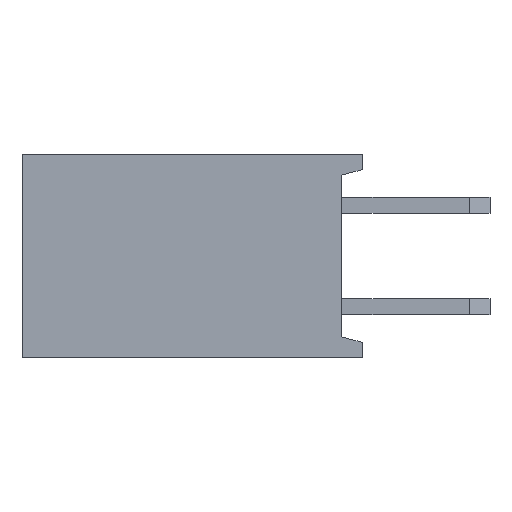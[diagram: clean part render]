
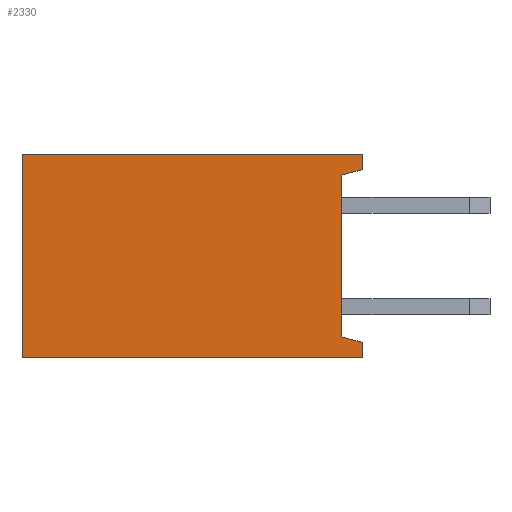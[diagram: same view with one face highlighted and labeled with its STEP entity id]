
A CAD part, left-side view. The second image highlights one B-rep face of the part: STEP entity #2330.
In plain terms, the highlighted planar face has unit normal (-1, 0, 0).
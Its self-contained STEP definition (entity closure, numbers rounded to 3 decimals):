
#39 = ORIENTED_EDGE ( 'NONE', *, *, #5252, .T. ) ;
#130 = EDGE_CURVE ( 'NONE', #1024, #6505, #5278, .T. ) ;
#231 = CARTESIAN_POINT ( 'NONE',  ( -10.414, 8.509, -2.54 ) ) ;
#233 = EDGE_CURVE ( 'NONE', #2750, #2030, #2587, .T. ) ;
#617 = CARTESIAN_POINT ( 'NONE',  ( -10.414, 0., -2.54 ) ) ;
#624 = PLANE ( 'NONE',  #2281 ) ;
#647 = ORIENTED_EDGE ( 'NONE', *, *, #233, .T. ) ;
#845 = VECTOR ( 'NONE', #6658, 1000. ) ;
#851 = VERTEX_POINT ( 'NONE', #3581 ) ;
#967 = CARTESIAN_POINT ( 'NONE',  ( -10.414, 8.509, 2.54 ) ) ;
#1024 = VERTEX_POINT ( 'NONE', #7223 ) ;
#1108 = CARTESIAN_POINT ( 'NONE',  ( -10.414, 8.509, 2.54 ) ) ;
#1255 = CARTESIAN_POINT ( 'NONE',  ( -10.414, 0., -2.159 ) ) ;
#1320 = EDGE_CURVE ( 'NONE', #6808, #851, #4357, .T. ) ;
#1469 = CARTESIAN_POINT ( 'NONE',  ( -10.414, 0., 2.159 ) ) ;
#1494 = LINE ( 'NONE', #2135, #3396 ) ;
#1670 = LINE ( 'NONE', #2345, #4025 ) ;
#1783 = DIRECTION ( 'NONE',  ( 0., 1., 0. ) ) ;
#1971 = LINE ( 'NONE', #3687, #6771 ) ;
#1995 = CARTESIAN_POINT ( 'NONE',  ( -10.414, 0.508, 2.023 ) ) ;
#1996 = LINE ( 'NONE', #5448, #5921 ) ;
#2030 = VERTEX_POINT ( 'NONE', #231 ) ;
#2099 = EDGE_LOOP ( 'NONE', ( #6338, #647, #39, #4695, #5747, #2932, #3215, #6619 ) ) ;
#2135 = CARTESIAN_POINT ( 'NONE',  ( -10.414, 0., -2.54 ) ) ;
#2278 = DIRECTION ( 'NONE',  ( -1., 0., 0. ) ) ;
#2281 = AXIS2_PLACEMENT_3D ( 'NONE', #4539, #2278, #5672 ) ;
#2330 = ADVANCED_FACE ( 'NONE', ( #2835 ), #624, .T. ) ;
#2345 = CARTESIAN_POINT ( 'NONE',  ( -10.414, 0., 2.54 ) ) ;
#2587 = LINE ( 'NONE', #967, #4860 ) ;
#2733 = VERTEX_POINT ( 'NONE', #617 ) ;
#2750 = VERTEX_POINT ( 'NONE', #1108 ) ;
#2835 = FACE_OUTER_BOUND ( 'NONE', #2099, .T. ) ;
#2932 = ORIENTED_EDGE ( 'NONE', *, *, #3935, .T. ) ;
#3188 = EDGE_CURVE ( 'NONE', #3329, #6808, #3421, .T. ) ;
#3215 = ORIENTED_EDGE ( 'NONE', *, *, #3188, .T. ) ;
#3329 = VERTEX_POINT ( 'NONE', #1995 ) ;
#3396 = VECTOR ( 'NONE', #5637, 1000. ) ;
#3421 = LINE ( 'NONE', #5163, #4105 ) ;
#3432 = CARTESIAN_POINT ( 'NONE',  ( -10.414, 0.508, -2.023 ) ) ;
#3581 = CARTESIAN_POINT ( 'NONE',  ( -10.414, 0., 2.54 ) ) ;
#3687 = CARTESIAN_POINT ( 'NONE',  ( -10.414, 8.509, -2.54 ) ) ;
#3782 = DIRECTION ( 'NONE',  ( 0., 0., -1. ) ) ;
#3801 = DIRECTION ( 'NONE',  ( 0., -1., 0. ) ) ;
#3935 = EDGE_CURVE ( 'NONE', #6505, #3329, #1996, .T. ) ;
#4025 = VECTOR ( 'NONE', #1783, 1000. ) ;
#4105 = VECTOR ( 'NONE', #4594, 1000. ) ;
#4282 = DIRECTION ( 'NONE',  ( 0., 0., 1. ) ) ;
#4357 = LINE ( 'NONE', #1469, #845 ) ;
#4514 = EDGE_CURVE ( 'NONE', #2733, #1024, #1494, .T. ) ;
#4539 = CARTESIAN_POINT ( 'NONE',  ( -10.414, 0., 0. ) ) ;
#4594 = DIRECTION ( 'NONE',  ( 0., -0.966, 0.259 ) ) ;
#4695 = ORIENTED_EDGE ( 'NONE', *, *, #4514, .T. ) ;
#4860 = VECTOR ( 'NONE', #3782, 1000. ) ;
#5163 = CARTESIAN_POINT ( 'NONE',  ( -10.414, 0.508, 2.023 ) ) ;
#5252 = EDGE_CURVE ( 'NONE', #2030, #2733, #1971, .T. ) ;
#5278 = LINE ( 'NONE', #1255, #6063 ) ;
#5448 = CARTESIAN_POINT ( 'NONE',  ( -10.414, 0.508, -2.023 ) ) ;
#5637 = DIRECTION ( 'NONE',  ( 0., 0., 1. ) ) ;
#5672 = DIRECTION ( 'NONE',  ( 0., 0., 1. ) ) ;
#5747 = ORIENTED_EDGE ( 'NONE', *, *, #130, .T. ) ;
#5844 = DIRECTION ( 'NONE',  ( 0., 0.966, 0.259 ) ) ;
#5921 = VECTOR ( 'NONE', #4282, 1000. ) ;
#6063 = VECTOR ( 'NONE', #5844, 1000. ) ;
#6338 = ORIENTED_EDGE ( 'NONE', *, *, #6530, .T. ) ;
#6505 = VERTEX_POINT ( 'NONE', #3432 ) ;
#6530 = EDGE_CURVE ( 'NONE', #851, #2750, #1670, .T. ) ;
#6619 = ORIENTED_EDGE ( 'NONE', *, *, #1320, .T. ) ;
#6657 = CARTESIAN_POINT ( 'NONE',  ( -10.414, 0., 2.159 ) ) ;
#6658 = DIRECTION ( 'NONE',  ( 0., 0., 1. ) ) ;
#6771 = VECTOR ( 'NONE', #3801, 1000. ) ;
#6808 = VERTEX_POINT ( 'NONE', #6657 ) ;
#7223 = CARTESIAN_POINT ( 'NONE',  ( -10.414, 0., -2.159 ) ) ;
